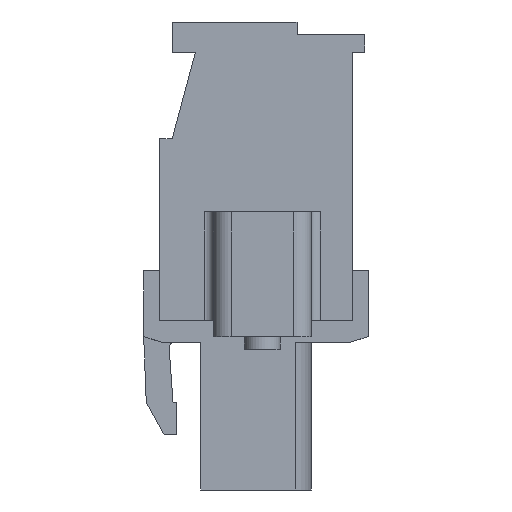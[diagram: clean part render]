
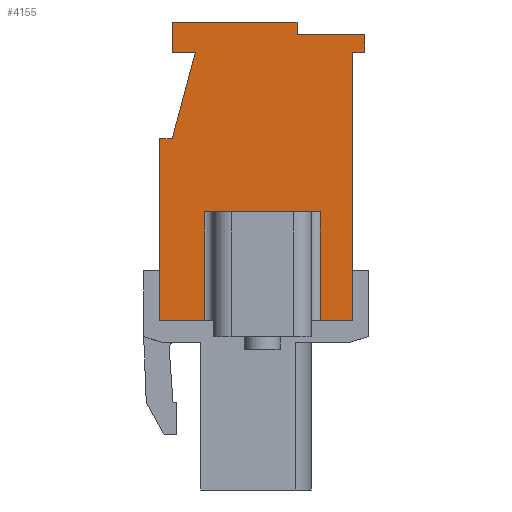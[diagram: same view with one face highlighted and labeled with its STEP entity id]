
A CAD part, left-side view. The second image highlights one B-rep face of the part: STEP entity #4155.
In plain terms, the highlighted planar face has unit normal (-1, 0, 0).
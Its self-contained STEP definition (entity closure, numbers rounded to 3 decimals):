
#4155 = ADVANCED_FACE( '', ( #8388 ), #8389, .T. );
#8388 = FACE_OUTER_BOUND( '', #12718, .T. );
#8389 = PLANE( '', #12719 );
#12718 = EDGE_LOOP( '', ( #24222, #24223, #24224, #24225, #24226, #24227, #24228, #24229, #24230, #24231, #24232, #24233, #24234, #24235, #24236, #24237 ) );
#12719 = AXIS2_PLACEMENT_3D( '', #24238, #24239, #24240 );
#24222 = ORIENTED_EDGE( '', *, *, #30782, .T. );
#24223 = ORIENTED_EDGE( '', *, *, #27415, .T. );
#24224 = ORIENTED_EDGE( '', *, *, #27197, .T. );
#24225 = ORIENTED_EDGE( '', *, *, #30783, .F. );
#24226 = ORIENTED_EDGE( '', *, *, #27478, .T. );
#24227 = ORIENTED_EDGE( '', *, *, #27409, .T. );
#24228 = ORIENTED_EDGE( '', *, *, #29964, .T. );
#24229 = ORIENTED_EDGE( '', *, *, #26153, .T. );
#24230 = ORIENTED_EDGE( '', *, *, #29076, .T. );
#24231 = ORIENTED_EDGE( '', *, *, #30172, .T. );
#24232 = ORIENTED_EDGE( '', *, *, #30784, .T. );
#24233 = ORIENTED_EDGE( '', *, *, #30387, .T. );
#24234 = ORIENTED_EDGE( '', *, *, #30501, .T. );
#24235 = ORIENTED_EDGE( '', *, *, #30352, .T. );
#24236 = ORIENTED_EDGE( '', *, *, #30785, .T. );
#24237 = ORIENTED_EDGE( '', *, *, #26383, .T. );
#24238 = CARTESIAN_POINT( '', ( 0., 0., 0. ) );
#24239 = DIRECTION( '', ( -1., 0., 0. ) );
#24240 = DIRECTION( '', ( 0., -1., 0. ) );
#26153 = EDGE_CURVE( '', #31249, #31250, #31251, .T. );
#26383 = EDGE_CURVE( '', #31665, #31666, #31667, .T. );
#27197 = EDGE_CURVE( '', #33075, #33079, #33081, .F. );
#27409 = EDGE_CURVE( '', #33444, #33442, #33445, .T. );
#27415 = EDGE_CURVE( '', #33357, #33075, #33454, .T. );
#27478 = EDGE_CURVE( '', #33554, #33444, #33555, .F. );
#29076 = EDGE_CURVE( '', #31250, #36009, #36010, .T. );
#29964 = EDGE_CURVE( '', #33442, #31249, #37233, .T. );
#30172 = EDGE_CURVE( '', #36009, #37483, #37484, .T. );
#30352 = EDGE_CURVE( '', #37699, #37700, #37701, .T. );
#30387 = EDGE_CURVE( '', #37741, #37742, #37743, .T. );
#30501 = EDGE_CURVE( '', #37742, #37699, #37881, .T. );
#30782 = EDGE_CURVE( '', #31666, #33357, #38206, .T. );
#30783 = EDGE_CURVE( '', #33554, #33079, #38207, .T. );
#30784 = EDGE_CURVE( '', #37483, #37741, #38208, .T. );
#30785 = EDGE_CURVE( '', #37700, #31665, #38209, .T. );
#31249 = VERTEX_POINT( '', #38769 );
#31250 = VERTEX_POINT( '', #38770 );
#31251 = LINE( '', #38771, #38772 );
#31665 = VERTEX_POINT( '', #39356 );
#31666 = VERTEX_POINT( '', #39357 );
#31667 = LINE( '', #39358, #39359 );
#33075 = VERTEX_POINT( '', #41357 );
#33079 = VERTEX_POINT( '', #41362 );
#33081 = LINE( '', #41364, #41365 );
#33357 = VERTEX_POINT( '', #41782 );
#33442 = VERTEX_POINT( '', #41916 );
#33444 = VERTEX_POINT( '', #41919 );
#33445 = LINE( '', #41920, #41921 );
#33454 = LINE( '', #41934, #41935 );
#33554 = VERTEX_POINT( '', #42081 );
#33555 = LINE( '', #42082, #42083 );
#36009 = VERTEX_POINT( '', #45711 );
#36010 = LINE( '', #45712, #45713 );
#37233 = LINE( '', #47526, #47527 );
#37483 = VERTEX_POINT( '', #47899 );
#37484 = LINE( '', #47900, #47901 );
#37699 = VERTEX_POINT( '', #48215 );
#37700 = VERTEX_POINT( '', #48216 );
#37701 = LINE( '', #48217, #48218 );
#37741 = VERTEX_POINT( '', #48271 );
#37742 = VERTEX_POINT( '', #48272 );
#37743 = LINE( '', #48273, #48274 );
#37881 = LINE( '', #48474, #48475 );
#38206 = LINE( '', #48991, #48992 );
#38207 = LINE( '', #48993, #48994 );
#38208 = LINE( '', #48995, #48996 );
#38209 = LINE( '', #48997, #48998 );
#38769 = CARTESIAN_POINT( '', ( 0., 0., 15.95 ) );
#38770 = CARTESIAN_POINT( '', ( 0., -0.7, 15.95 ) );
#38771 = CARTESIAN_POINT( '', ( 0., 0., 15.95 ) );
#38772 = VECTOR( '', #49471, 1000. );
#39356 = CARTESIAN_POINT( '', ( 0., 10.1, 11.1 ) );
#39357 = CARTESIAN_POINT( '', ( 0., 10.8, 11.1 ) );
#39358 = CARTESIAN_POINT( '', ( 0., 10.1, 11.1 ) );
#39359 = VECTOR( '', #49690, 1000. );
#41357 = CARTESIAN_POINT( '', ( 0., 8.3, 0.9 ) );
#41362 = CARTESIAN_POINT( '', ( 0., 8.3, 7. ) );
#41364 = CARTESIAN_POINT( '', ( 0., 8.3, 0. ) );
#41365 = VECTOR( '', #50486, 1000. );
#41782 = CARTESIAN_POINT( '', ( 0., 10.8, 0.9 ) );
#41916 = CARTESIAN_POINT( '', ( 0., 0., 0.9 ) );
#41919 = CARTESIAN_POINT( '', ( 0., 1.8, 0.9 ) );
#41920 = CARTESIAN_POINT( '', ( 0., 0., 0.9 ) );
#41921 = VECTOR( '', #50693, 1000. );
#41934 = CARTESIAN_POINT( '', ( 0., 0., 0.9 ) );
#41935 = VECTOR( '', #50701, 1000. );
#42081 = CARTESIAN_POINT( '', ( 0., 1.8, 7. ) );
#42082 = CARTESIAN_POINT( '', ( 0., 1.8, 0. ) );
#42083 = VECTOR( '', #50760, 1000. );
#45711 = CARTESIAN_POINT( '', ( 0., -0.7, 16.95 ) );
#45712 = CARTESIAN_POINT( '', ( 0., -0.7, 15.95 ) );
#45713 = VECTOR( '', #52153, 1000. );
#47526 = CARTESIAN_POINT( '', ( 0., 0., 0. ) );
#47527 = VECTOR( '', #52953, 1000. );
#47899 = CARTESIAN_POINT( '', ( 0., 3.1, 16.95 ) );
#47900 = CARTESIAN_POINT( '', ( 0., -0.7, 16.95 ) );
#47901 = VECTOR( '', #53106, 1000. );
#48215 = CARTESIAN_POINT( '', ( 0., 10.1, 15.95 ) );
#48216 = CARTESIAN_POINT( '', ( 0., 8.8, 15.95 ) );
#48217 = CARTESIAN_POINT( '', ( 0., 10.1, 15.95 ) );
#48218 = VECTOR( '', #53227, 1000. );
#48271 = CARTESIAN_POINT( '', ( 0., 3.1, 17.65 ) );
#48272 = CARTESIAN_POINT( '', ( 0., 10.1, 17.65 ) );
#48273 = CARTESIAN_POINT( '', ( 0., 3.1, 17.65 ) );
#48274 = VECTOR( '', #53256, 1000. );
#48474 = CARTESIAN_POINT( '', ( 0., 10.1, 17.65 ) );
#48475 = VECTOR( '', #53334, 1000. );
#48991 = CARTESIAN_POINT( '', ( 0., 10.8, 11.1 ) );
#48992 = VECTOR( '', #53517, 1000. );
#48993 = CARTESIAN_POINT( '', ( 0., 2.3, 7. ) );
#48994 = VECTOR( '', #53518, 1000. );
#48995 = CARTESIAN_POINT( '', ( 0., 3.1, 16.95 ) );
#48996 = VECTOR( '', #53519, 1000. );
#48997 = CARTESIAN_POINT( '', ( 0., 8.8, 15.95 ) );
#48998 = VECTOR( '', #53520, 1000. );
#49471 = DIRECTION( '', ( 0., -1., 0. ) );
#49690 = DIRECTION( '', ( 0., 1., 0. ) );
#50486 = DIRECTION( '', ( 0., 0., -1. ) );
#50693 = DIRECTION( '', ( 0., -1., 0. ) );
#50701 = DIRECTION( '', ( 0., -1., 0. ) );
#50760 = DIRECTION( '', ( 0., 0., 1. ) );
#52153 = DIRECTION( '', ( 0., 0., 1. ) );
#52953 = DIRECTION( '', ( 0., 0., 1. ) );
#53106 = DIRECTION( '', ( 0., 1., 0. ) );
#53227 = DIRECTION( '', ( 0., -1., 0. ) );
#53256 = DIRECTION( '', ( 0., 1., 0. ) );
#53334 = DIRECTION( '', ( 0., 0., -1. ) );
#53517 = DIRECTION( '', ( 0., 0., -1. ) );
#53518 = DIRECTION( '', ( 0., 1., 0. ) );
#53519 = DIRECTION( '', ( 0., 0., 1. ) );
#53520 = DIRECTION( '', ( 0., 0.259, -0.966 ) );
